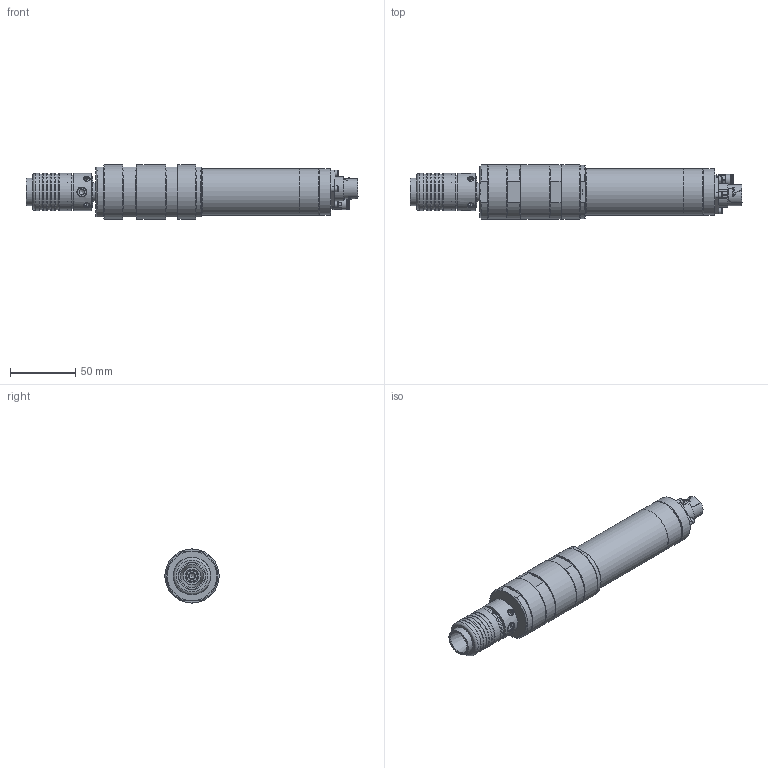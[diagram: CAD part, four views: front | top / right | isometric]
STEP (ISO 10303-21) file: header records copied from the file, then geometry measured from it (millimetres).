
FILE_DESCRIPTION(/* description */ ('BME 40-6500 WS'),/* implementation_level */ '2;1');
FILE_NAME(/* name */ '60076025.stp',/* time_stamp */ '2024-10-10T12:42:22+02:00',/* author */ ('rmorof'),/* organization */ (''),/* preprocessor_version */ 'ST-DEVELOPER v20',/* originating_system */ 'Autodesk Inventor 2024',/* authorisation */ '');
FILE_SCHEMA (('AUTOMOTIVE_DESIGN { 1 0 10303 214 3 1 1 }'));
Products named in the file (1): 60076025
Bounding box: 254.2 x 41.5 x 41.5 mm (x, y, z)
Volume: 390313.5 mm3; surface area: 106810.2 mm2
Topology: 28 solids, 88 shells, 1542 faces, 4107 edges, 2626 vertices
Faces by surface type: cylinder 639, plane 443, cone 202, torus 168, sphere 64, bspline 26
Full cylindrical faces by diameter (mm): 1.6 x2, 1.8 x4, 2.05 x1, 2.5 x5, 2.6 x3, 2.7 x4, 3 x7, 3.5 x4, 4 x2, 4.134 x4, 4.5 x4, 5 x5, 5.2 x1, 5.25 x2, 5.5 x2, 5.6 x2, 6 x2, 6.188 x1, 6.2 x1, 6.5 x4, 6.647 x4, 7.8 x2, 8 x3, 8.05 x1, 8.1 x1, 8.2 x1, 8.5 x1, 8.9 x1, 9 x1, 10.8 x1
Entity records: 58324 total; most frequent: CARTESIAN_POINT 17105, DIRECTION 8720, ORIENTED_EDGE 8154, EDGE_CURVE 4077, AXIS2_PLACEMENT_3D 3688, VERTEX_POINT 2742, CIRCLE 2154, EDGE_LOOP 1803
